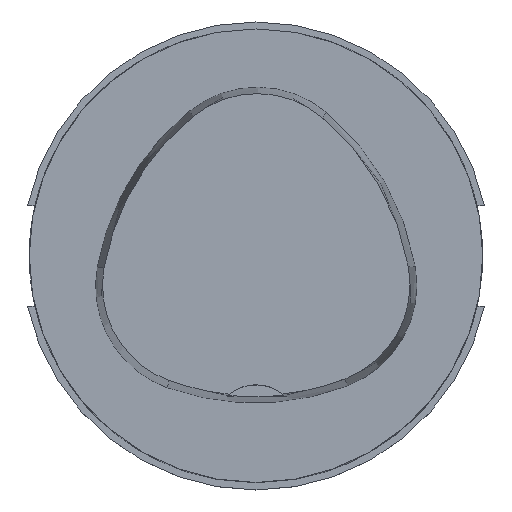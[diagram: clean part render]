
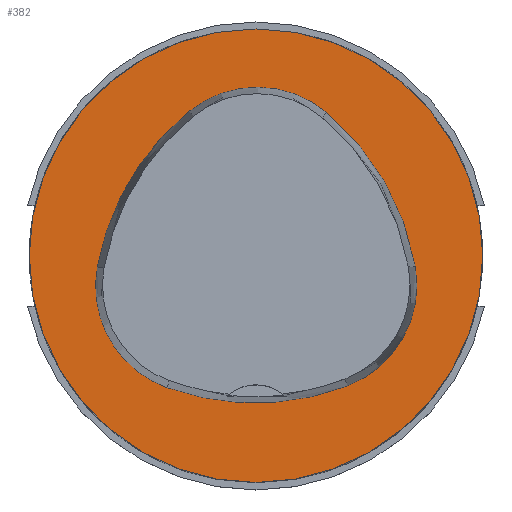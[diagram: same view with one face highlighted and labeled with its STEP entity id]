
A CAD part, top view. The second image highlights one B-rep face of the part: STEP entity #382.
In plain terms, the highlighted planar face has unit normal (0, 0, 1).
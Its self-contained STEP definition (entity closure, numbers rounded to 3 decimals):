
#382=ADVANCED_FACE('',(#518,#519),#459,.T.);
#459=PLANE('',#1388);
#518=FACE_BOUND('',#601,.T.);
#519=FACE_BOUND('',#602,.T.);
#601=EDGE_LOOP('',(#783,#784,#785,#786,#787,#788));
#602=EDGE_LOOP('',(#789));
#783=ORIENTED_EDGE('',*,*,#1184,.T.);
#784=ORIENTED_EDGE('',*,*,#1164,.T.);
#785=ORIENTED_EDGE('',*,*,#1168,.T.);
#786=ORIENTED_EDGE('',*,*,#1171,.T.);
#787=ORIENTED_EDGE('',*,*,#1174,.T.);
#788=ORIENTED_EDGE('',*,*,#1182,.T.);
#789=ORIENTED_EDGE('',*,*,#1155,.F.);
#1040=VERTEX_POINT('',#1952);
#1049=VERTEX_POINT('',#1971);
#1050=VERTEX_POINT('',#1972);
#1053=VERTEX_POINT('',#1980);
#1055=VERTEX_POINT('',#1986);
#1057=VERTEX_POINT('',#1992);
#1064=VERTEX_POINT('',#2013);
#1155=EDGE_CURVE('',#1040,#1040,#1290,.T.);
#1164=EDGE_CURVE('',#1049,#1050,#1291,.T.);
#1168=EDGE_CURVE('',#1050,#1053,#1293,.T.);
#1171=EDGE_CURVE('',#1053,#1055,#1295,.T.);
#1174=EDGE_CURVE('',#1055,#1057,#1297,.T.);
#1182=EDGE_CURVE('',#1057,#1064,#1301,.T.);
#1184=EDGE_CURVE('',#1064,#1049,#1303,.T.);
#1290=CIRCLE('',#1360,31.5);
#1291=CIRCLE('',#1366,36.0);
#1293=CIRCLE('',#1369,15.0);
#1295=CIRCLE('',#1372,36.0);
#1297=CIRCLE('',#1375,15.0);
#1301=CIRCLE('',#1380,36.0);
#1303=CIRCLE('',#1383,15.0);
#1360=AXIS2_PLACEMENT_3D('',#1951,#1552,#1553);
#1366=AXIS2_PLACEMENT_3D('',#1970,#1568,#1569);
#1369=AXIS2_PLACEMENT_3D('',#1979,#1576,#1577);
#1372=AXIS2_PLACEMENT_3D('',#1985,#1583,#1584);
#1375=AXIS2_PLACEMENT_3D('',#1991,#1590,#1591);
#1380=AXIS2_PLACEMENT_3D('',#2014,#1602,#1603);
#1383=AXIS2_PLACEMENT_3D('',#2017,#1608,#1609);
#1388=AXIS2_PLACEMENT_3D('',#2022,#1618,#1619);
#1552=DIRECTION('',(0.0,0.0,-1.0));
#1553=DIRECTION('',(-1.0,0.0,0.0));
#1568=DIRECTION('',(0.0,0.0,-1.0));
#1569=DIRECTION('',(-1.0,0.0,0.0));
#1576=DIRECTION('',(0.0,0.0,-1.0));
#1577=DIRECTION('',(-1.0,0.0,0.0));
#1583=DIRECTION('',(0.0,0.0,-1.0));
#1584=DIRECTION('',(-1.0,0.0,0.0));
#1590=DIRECTION('',(0.0,0.0,-1.0));
#1591=DIRECTION('',(-1.0,0.0,0.0));
#1602=DIRECTION('',(0.0,0.0,-1.0));
#1603=DIRECTION('',(-1.0,0.0,0.0));
#1608=DIRECTION('',(0.0,0.0,-1.0));
#1609=DIRECTION('',(-1.0,0.0,0.0));
#1618=DIRECTION('',(0.0,0.0,1.0));
#1619=DIRECTION('',(1.0,0.0,0.0));
#1951=CARTESIAN_POINT('',(0.0,0.0,0.0));
#1952=CARTESIAN_POINT('',(-31.5,0.0,0.0));
#1970=CARTESIAN_POINT('',(13.398,-7.893,0.0));
#1971=CARTESIAN_POINT('',(-22.041,-1.562,0.0));
#1972=CARTESIAN_POINT('',(-9.317,20.036,0.0));
#1979=CARTESIAN_POINT('',(0.148,8.399,0.0));
#1980=CARTESIAN_POINT('',(9.779,19.898,0.0));
#1985=CARTESIAN_POINT('',(-13.337,-7.7,0.0));
#1986=CARTESIAN_POINT('',(22.122,-1.48,0.0));
#1991=CARTESIAN_POINT('',(7.347,-4.071,0.0));
#1992=CARTESIAN_POINT('',(12.693,-18.087,0.0));
#2013=CARTESIAN_POINT('',(-12.373,-18.307,0.0));
#2014=CARTESIAN_POINT('',(-0.137,15.55,0.0));
#2017=CARTESIAN_POINT('',(-7.275,-4.2,0.0));
#2022=CARTESIAN_POINT('',(0.0,0.0,0.0));
